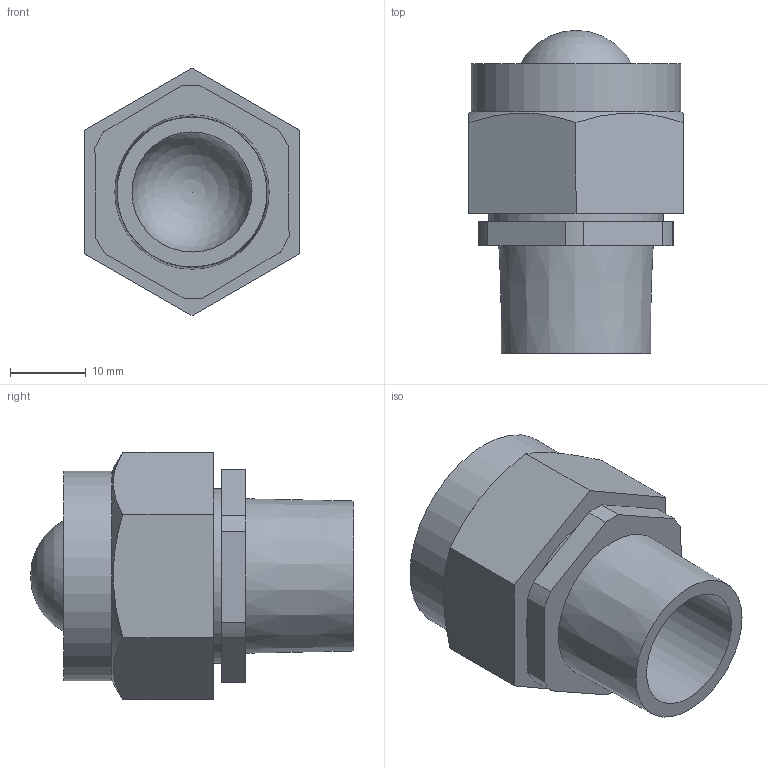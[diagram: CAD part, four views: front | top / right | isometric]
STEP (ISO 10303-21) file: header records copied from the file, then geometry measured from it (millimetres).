
FILE_DESCRIPTION(/* description */ (''),/* implementation_level */ '2;1');
FILE_NAME(/* name */ 'KD1.stp',/* time_stamp */ '2021-01-25T14:29:27-06:00',/* author */ ('nsantoro'),/* organization */ (''),/* preprocessor_version */ 'ST-DEVELOPER v18',/* originating_system */ 'Autodesk Inventor 2020',/* authorisation */ '');
FILE_SCHEMA (('AUTOMOTIVE_DESIGN { 1 0 10303 214 3 1 1 }'));
Length unit declared in the file: inch
Products named in the file (4): Iron Assembly; Aluminum Body; Iron Nut; Mesh
Assembly tree (3 placements, depth 2):
  Iron Assembly
    Aluminum Body
    Iron Nut
    Mesh
Bounding box: 28.3 x 42.69 x 32.67 mm (x, y, z)
Volume: 12286.9 mm3; surface area: 10303.7 mm2
Topology: 3 solids, 3 shells, 55 faces, 153 edges, 106 vertices
Faces by surface type: plane 26, cylinder 20, cone 6, sphere 2, torus 1
Full cylindrical faces by diameter (mm): 15.875 x1, 16.002 x1, 16.383 x1, 23.114 x1, 23.876 x2, 25.248 x1, 27.737 x1
Entity records: 1963 total; most frequent: DIRECTION 352, CARTESIAN_POINT 331, ORIENTED_EDGE 302, EDGE_CURVE 151, AXIS2_PLACEMENT_3D 145, VERTEX_POINT 106, CIRCLE 83, EDGE_LOOP 63
